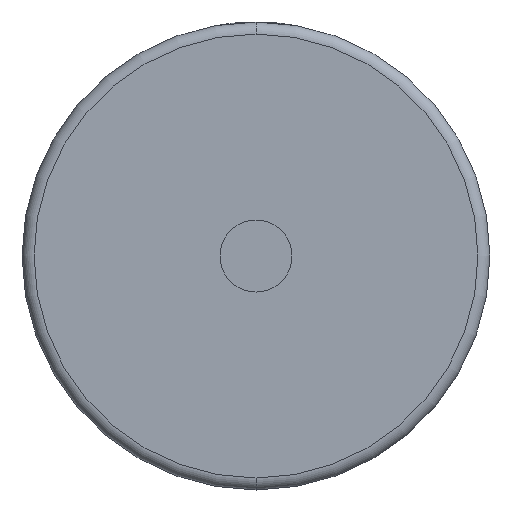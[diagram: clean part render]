
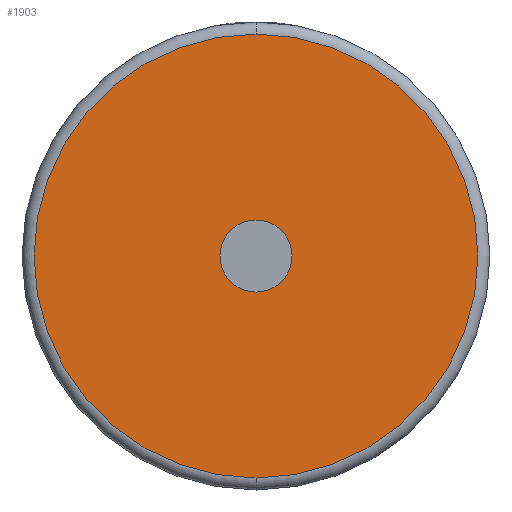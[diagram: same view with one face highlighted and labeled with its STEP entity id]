
A CAD part, front view. The second image highlights one B-rep face of the part: STEP entity #1903.
In plain terms, the highlighted planar face has unit normal (0, -1, 0).
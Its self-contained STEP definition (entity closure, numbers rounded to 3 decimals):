
#158 = EDGE_CURVE ( 'NONE', #2981, #869, #2823, .T. ) ;
#255 = EDGE_LOOP ( 'NONE', ( #1429, #374 ) ) ;
#302 = CIRCLE ( 'NONE', #1326, 37. ) ;
#327 = EDGE_LOOP ( 'NONE', ( #2025, #1982 ) ) ;
#374 = ORIENTED_EDGE ( 'NONE', *, *, #791, .F. ) ;
#379 = CARTESIAN_POINT ( 'NONE',  ( 0., 0., 0. ) ) ;
#474 = AXIS2_PLACEMENT_3D ( 'NONE', #2275, #2230, #2522 ) ;
#705 = CARTESIAN_POINT ( 'NONE',  ( 0., 0., 0. ) ) ;
#713 = CARTESIAN_POINT ( 'NONE',  ( 0., 0., 6. ) ) ;
#743 = DIRECTION ( 'NONE',  ( 0., 0., 1. ) ) ;
#759 = CARTESIAN_POINT ( 'NONE',  ( 0., 0., 37. ) ) ;
#791 = EDGE_CURVE ( 'NONE', #869, #2981, #1611, .T. ) ;
#869 = VERTEX_POINT ( 'NONE', #3225 ) ;
#881 = DIRECTION ( 'NONE',  ( 0., 0., 1. ) ) ;
#1030 = EDGE_CURVE ( 'NONE', #2111, #1070, #2318, .T. ) ;
#1070 = VERTEX_POINT ( 'NONE', #759 ) ;
#1326 = AXIS2_PLACEMENT_3D ( 'NONE', #379, #2121, #2457 ) ;
#1429 = ORIENTED_EDGE ( 'NONE', *, *, #158, .F. ) ;
#1611 = CIRCLE ( 'NONE', #3444, 6. ) ;
#1759 = CARTESIAN_POINT ( 'NONE',  ( 0., 0., -37. ) ) ;
#1872 = PLANE ( 'NONE',  #474 ) ;
#1903 = ADVANCED_FACE ( 'NONE', ( #3213, #3128 ), #1872, .F. ) ;
#1982 = ORIENTED_EDGE ( 'NONE', *, *, #1030, .T. ) ;
#2011 = DIRECTION ( 'NONE',  ( 0., -1., 0. ) ) ;
#2025 = ORIENTED_EDGE ( 'NONE', *, *, #2218, .T. ) ;
#2111 = VERTEX_POINT ( 'NONE', #1759 ) ;
#2121 = DIRECTION ( 'NONE',  ( 0., -1., 0. ) ) ;
#2218 = EDGE_CURVE ( 'NONE', #1070, #2111, #302, .T. ) ;
#2230 = DIRECTION ( 'NONE',  ( 0., 1., 0. ) ) ;
#2269 = AXIS2_PLACEMENT_3D ( 'NONE', #705, #2704, #3267 ) ;
#2275 = CARTESIAN_POINT ( 'NONE',  ( 0., 0., 0. ) ) ;
#2318 = CIRCLE ( 'NONE', #2269, 37. ) ;
#2457 = DIRECTION ( 'NONE',  ( 0., 0., 1. ) ) ;
#2522 = DIRECTION ( 'NONE',  ( 0., 0., 1. ) ) ;
#2704 = DIRECTION ( 'NONE',  ( 0., -1., 0. ) ) ;
#2823 = CIRCLE ( 'NONE', #3517, 6. ) ;
#2981 = VERTEX_POINT ( 'NONE', #713 ) ;
#3128 = FACE_BOUND ( 'NONE', #255, .T. ) ;
#3213 = FACE_OUTER_BOUND ( 'NONE', #327, .T. ) ;
#3225 = CARTESIAN_POINT ( 'NONE',  ( 0., 0., -6. ) ) ;
#3267 = DIRECTION ( 'NONE',  ( 0., 0., 1. ) ) ;
#3320 = CARTESIAN_POINT ( 'NONE',  ( 0., 0., 0. ) ) ;
#3444 = AXIS2_PLACEMENT_3D ( 'NONE', #3754, #2011, #881 ) ;
#3517 = AXIS2_PLACEMENT_3D ( 'NONE', #3320, #3605, #743 ) ;
#3605 = DIRECTION ( 'NONE',  ( 0., -1., 0. ) ) ;
#3754 = CARTESIAN_POINT ( 'NONE',  ( 0., 0., 0. ) ) ;
